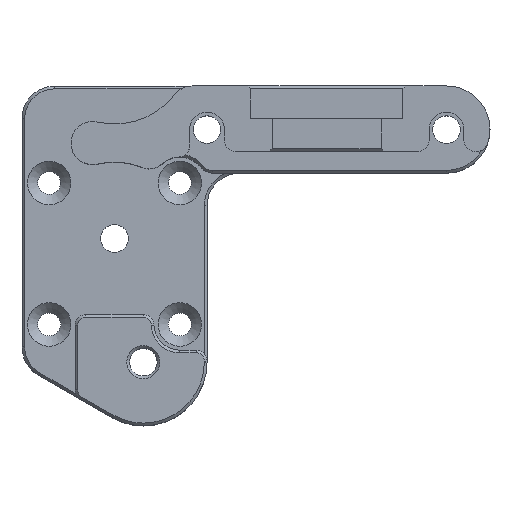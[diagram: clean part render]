
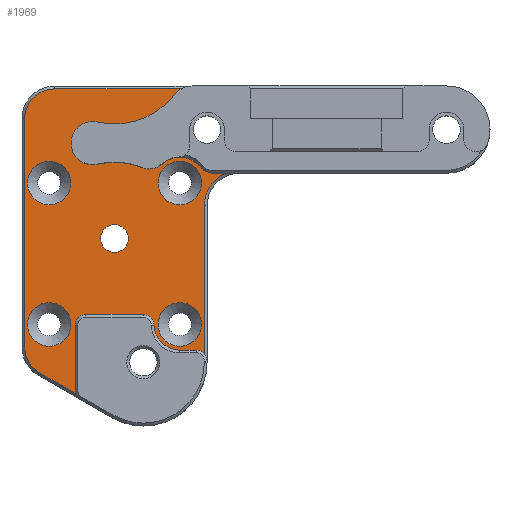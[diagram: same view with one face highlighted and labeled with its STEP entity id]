
A CAD part, top view. The second image highlights one B-rep face of the part: STEP entity #1969.
In plain terms, the highlighted planar face has unit normal (0, 0, 1).
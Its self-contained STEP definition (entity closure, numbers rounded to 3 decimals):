
#62=FACE_BOUND('',#346,.T.);
#63=FACE_BOUND('',#347,.T.);
#64=FACE_BOUND('',#348,.T.);
#65=FACE_BOUND('',#349,.T.);
#66=FACE_BOUND('',#350,.T.);
#114=PLANE('',#2197);
#224=FACE_OUTER_BOUND('',#345,.T.);
#345=EDGE_LOOP('',(#1802,#1803,#1804,#1805,#1806,#1807,#1808,#1809,#1810,
#1811,#1812,#1813,#1814,#1815,#1816,#1817,#1818,#1819,#1820,#1821,#1822,
#1823,#1824));
#346=EDGE_LOOP('',(#1825));
#347=EDGE_LOOP('',(#1826));
#348=EDGE_LOOP('',(#1827));
#349=EDGE_LOOP('',(#1828));
#350=EDGE_LOOP('',(#1829));
#390=LINE('',#2961,#566);
#393=LINE('',#2969,#569);
#444=LINE('',#3115,#620);
#451=LINE('',#3140,#627);
#454=LINE('',#3151,#630);
#457=LINE('',#3159,#633);
#478=LINE('',#3218,#654);
#522=LINE('',#3367,#698);
#566=VECTOR('',#2335,10.);
#569=VECTOR('',#2344,10.);
#620=VECTOR('',#2471,10.);
#627=VECTOR('',#2494,10.);
#630=VECTOR('',#2505,10.);
#633=VECTOR('',#2516,10.);
#654=VECTOR('',#2585,10.);
#698=VECTOR('',#2773,10.);
#730=CIRCLE('',#2029,1.);
#731=CIRCLE('',#2033,1.);
#732=CIRCLE('',#2036,1.);
#752=CIRCLE('',#2074,3.25);
#755=CIRCLE('',#2082,2.75);
#757=CIRCLE('',#2086,2.75);
#780=CIRCLE('',#2130,1.265);
#791=CIRCLE('',#2153,2.375);
#792=CIRCLE('',#2158,2.375);
#793=CIRCLE('',#2173,2.);
#794=CIRCLE('',#2175,2.);
#795=CIRCLE('',#2177,2.);
#796=CIRCLE('',#2179,2.);
#797=CIRCLE('',#2183,1.491);
#798=CIRCLE('',#2186,1.);
#799=CIRCLE('',#2188,7.);
#800=CIRCLE('',#2190,2.);
#801=CIRCLE('',#2192,1.679);
#802=CIRCLE('',#2194,7.);
#803=CIRCLE('',#2196,1.98);
#856=VERTEX_POINT('',#2953);
#857=VERTEX_POINT('',#2955);
#858=VERTEX_POINT('',#2959);
#859=VERTEX_POINT('',#2963);
#860=VERTEX_POINT('',#2967);
#861=VERTEX_POINT('',#2971);
#914=VERTEX_POINT('',#3108);
#917=VERTEX_POINT('',#3113);
#919=VERTEX_POINT('',#3118);
#923=VERTEX_POINT('',#3136);
#924=VERTEX_POINT('',#3138);
#926=VERTEX_POINT('',#3143);
#928=VERTEX_POINT('',#3149);
#929=VERTEX_POINT('',#3154);
#943=VERTEX_POINT('',#3216);
#956=VERTEX_POINT('',#3252);
#967=VERTEX_POINT('',#3298);
#968=VERTEX_POINT('',#3310);
#969=VERTEX_POINT('',#3312);
#972=VERTEX_POINT('',#3345);
#973=VERTEX_POINT('',#3349);
#974=VERTEX_POINT('',#3353);
#975=VERTEX_POINT('',#3357);
#976=VERTEX_POINT('',#3365);
#977=VERTEX_POINT('',#3371);
#978=VERTEX_POINT('',#3372);
#979=VERTEX_POINT('',#3379);
#980=VERTEX_POINT('',#3383);
#1048=EDGE_CURVE('',#857,#856,#730,.T.);
#1051=EDGE_CURVE('',#856,#858,#390,.T.);
#1053=EDGE_CURVE('',#859,#858,#731,.F.);
#1055=EDGE_CURVE('',#859,#860,#393,.T.);
#1057=EDGE_CURVE('',#860,#861,#732,.T.);
#1127=EDGE_CURVE('',#917,#914,#444,.T.);
#1129=EDGE_CURVE('',#919,#917,#752,.T.);
#1139=EDGE_CURVE('',#924,#923,#451,.T.);
#1141=EDGE_CURVE('',#926,#924,#755,.T.);
#1144=EDGE_CURVE('',#928,#926,#454,.T.);
#1147=EDGE_CURVE('',#929,#928,#757,.T.);
#1149=EDGE_CURVE('',#857,#929,#457,.T.);
#1179=EDGE_CURVE('',#919,#943,#478,.T.);
#1197=EDGE_CURVE('',#956,#956,#780,.T.);
#1220=EDGE_CURVE('',#861,#967,#791,.T.);
#1227=EDGE_CURVE('',#969,#968,#792,.T.);
#1243=EDGE_CURVE('',#972,#972,#793,.T.);
#1245=EDGE_CURVE('',#973,#973,#794,.T.);
#1247=EDGE_CURVE('',#974,#974,#795,.T.);
#1249=EDGE_CURVE('',#975,#975,#796,.T.);
#1251=EDGE_CURVE('',#943,#969,#797,.T.);
#1253=EDGE_CURVE('',#967,#976,#522,.T.);
#1254=EDGE_CURVE('',#976,#914,#798,.T.);
#1255=EDGE_CURVE('',#977,#978,#799,.T.);
#1258=EDGE_CURVE('',#978,#923,#800,.T.);
#1259=EDGE_CURVE('',#968,#979,#801,.T.);
#1261=EDGE_CURVE('',#979,#980,#802,.T.);
#1263=EDGE_CURVE('',#980,#977,#803,.T.);
#1802=ORIENTED_EDGE('',*,*,#1129,.F.);
#1803=ORIENTED_EDGE('',*,*,#1179,.T.);
#1804=ORIENTED_EDGE('',*,*,#1251,.T.);
#1805=ORIENTED_EDGE('',*,*,#1227,.T.);
#1806=ORIENTED_EDGE('',*,*,#1259,.T.);
#1807=ORIENTED_EDGE('',*,*,#1261,.T.);
#1808=ORIENTED_EDGE('',*,*,#1263,.T.);
#1809=ORIENTED_EDGE('',*,*,#1255,.T.);
#1810=ORIENTED_EDGE('',*,*,#1258,.T.);
#1811=ORIENTED_EDGE('',*,*,#1139,.F.);
#1812=ORIENTED_EDGE('',*,*,#1141,.F.);
#1813=ORIENTED_EDGE('',*,*,#1144,.F.);
#1814=ORIENTED_EDGE('',*,*,#1147,.F.);
#1815=ORIENTED_EDGE('',*,*,#1149,.F.);
#1816=ORIENTED_EDGE('',*,*,#1048,.T.);
#1817=ORIENTED_EDGE('',*,*,#1051,.T.);
#1818=ORIENTED_EDGE('',*,*,#1053,.F.);
#1819=ORIENTED_EDGE('',*,*,#1055,.T.);
#1820=ORIENTED_EDGE('',*,*,#1057,.T.);
#1821=ORIENTED_EDGE('',*,*,#1220,.T.);
#1822=ORIENTED_EDGE('',*,*,#1253,.T.);
#1823=ORIENTED_EDGE('',*,*,#1254,.T.);
#1824=ORIENTED_EDGE('',*,*,#1127,.F.);
#1825=ORIENTED_EDGE('',*,*,#1243,.T.);
#1826=ORIENTED_EDGE('',*,*,#1245,.T.);
#1827=ORIENTED_EDGE('',*,*,#1247,.T.);
#1828=ORIENTED_EDGE('',*,*,#1249,.T.);
#1829=ORIENTED_EDGE('',*,*,#1197,.T.);
#1969=ADVANCED_FACE('',(#224,#62,#63,#64,#65,#66),#114,.T.);
#2029=AXIS2_PLACEMENT_3D('',#2956,#2328,#2329);
#2033=AXIS2_PLACEMENT_3D('',#2965,#2339,#2340);
#2036=AXIS2_PLACEMENT_3D('',#2973,#2348,#2349);
#2074=AXIS2_PLACEMENT_3D('',#3122,#2474,#2475);
#2082=AXIS2_PLACEMENT_3D('',#3145,#2498,#2499);
#2086=AXIS2_PLACEMENT_3D('',#3156,#2510,#2511);
#2130=AXIS2_PLACEMENT_3D('',#3254,#2625,#2626);
#2153=AXIS2_PLACEMENT_3D('',#3300,#2683,#2684);
#2158=AXIS2_PLACEMENT_3D('',#3313,#2699,#2700);
#2173=AXIS2_PLACEMENT_3D('',#3346,#2744,#2745);
#2175=AXIS2_PLACEMENT_3D('',#3350,#2749,#2750);
#2177=AXIS2_PLACEMENT_3D('',#3354,#2754,#2755);
#2179=AXIS2_PLACEMENT_3D('',#3358,#2759,#2760);
#2183=AXIS2_PLACEMENT_3D('',#3363,#2768,#2769);
#2186=AXIS2_PLACEMENT_3D('',#3369,#2776,#2777);
#2188=AXIS2_PLACEMENT_3D('',#3373,#2780,#2781);
#2190=AXIS2_PLACEMENT_3D('',#3377,#2786,#2787);
#2192=AXIS2_PLACEMENT_3D('',#3380,#2790,#2791);
#2194=AXIS2_PLACEMENT_3D('',#3384,#2795,#2796);
#2196=AXIS2_PLACEMENT_3D('',#3387,#2800,#2801);
#2197=AXIS2_PLACEMENT_3D('',#3388,#2802,#2803);
#2328=DIRECTION('center_axis',(0.,0.,-1.));
#2329=DIRECTION('ref_axis',(-1.,0.,0.));
#2335=DIRECTION('',(0.,1.,0.));
#2339=DIRECTION('center_axis',(0.,0.,-1.));
#2340=DIRECTION('ref_axis',(-0.707,0.707,0.));
#2344=DIRECTION('',(1.,0.,0.));
#2348=DIRECTION('center_axis',(0.,0.,-1.));
#2349=DIRECTION('ref_axis',(0.,-1.,0.));
#2471=DIRECTION('',(0.,-1.,0.));
#2474=DIRECTION('center_axis',(0.,0.,1.));
#2475=DIRECTION('ref_axis',(0.,1.,0.));
#2494=DIRECTION('',(1.,0.,0.));
#2498=DIRECTION('center_axis',(0.,0.,-1.));
#2499=DIRECTION('ref_axis',(0.,1.,0.));
#2505=DIRECTION('',(0.,1.,0.));
#2510=DIRECTION('center_axis',(0.,0.,-1.));
#2511=DIRECTION('ref_axis',(-1.,0.,0.));
#2516=DIRECTION('',(-0.866,0.5,0.));
#2585=DIRECTION('',(-1.,0.,0.));
#2625=DIRECTION('center_axis',(0.,0.,-1.));
#2626=DIRECTION('ref_axis',(-1.,0.,0.));
#2683=DIRECTION('center_axis',(0.,0.,1.));
#2684=DIRECTION('ref_axis',(-1.,0.,0.));
#2699=DIRECTION('center_axis',(0.,0.,1.));
#2700=DIRECTION('ref_axis',(-1.,0.,0.));
#2744=DIRECTION('center_axis',(0.,0.,-1.));
#2745=DIRECTION('ref_axis',(1.,0.,0.));
#2749=DIRECTION('center_axis',(0.,0.,-1.));
#2750=DIRECTION('ref_axis',(1.,0.,0.));
#2754=DIRECTION('center_axis',(0.,0.,-1.));
#2755=DIRECTION('ref_axis',(1.,0.,0.));
#2759=DIRECTION('center_axis',(0.,0.,-1.));
#2760=DIRECTION('ref_axis',(1.,0.,0.));
#2768=DIRECTION('center_axis',(0.,0.,-1.));
#2769=DIRECTION('ref_axis',(-0.786,-0.618,0.));
#2773=DIRECTION('',(1.,0.,0.));
#2776=DIRECTION('center_axis',(0.,0.,-1.));
#2777=DIRECTION('ref_axis',(1.,0.,0.));
#2780=DIRECTION('center_axis',(0.,0.,1.));
#2781=DIRECTION('ref_axis',(-0.225,-0.974,0.));
#2786=DIRECTION('center_axis',(0.,0.,-1.));
#2787=DIRECTION('ref_axis',(0.,1.,0.));
#2790=DIRECTION('center_axis',(0.,0.,-1.));
#2791=DIRECTION('ref_axis',(-0.372,-0.928,0.));
#2795=DIRECTION('center_axis',(0.,0.,1.));
#2796=DIRECTION('ref_axis',(0.372,0.928,0.));
#2800=DIRECTION('center_axis',(0.,0.,-1.));
#2801=DIRECTION('ref_axis',(0.225,0.974,0.));
#2802=DIRECTION('center_axis',(0.,0.,1.));
#2803=DIRECTION('ref_axis',(1.,0.,0.));
#2953=CARTESIAN_POINT('',(-3.626,21.466,4.));
#2955=CARTESIAN_POINT('',(-3.574,21.147,4.));
#2956=CARTESIAN_POINT('Origin',(-2.626,21.466,4.));
#2959=CARTESIAN_POINT('',(-3.626,27.4,4.));
#2961=CARTESIAN_POINT('',(-3.626,31.093,4.));
#2963=CARTESIAN_POINT('',(-2.626,28.4,4.));
#2965=CARTESIAN_POINT('Origin',(-2.626,27.4,4.));
#2967=CARTESIAN_POINT('',(2.625,28.4,4.));
#2969=CARTESIAN_POINT('',(8.312,28.4,4.));
#2971=CARTESIAN_POINT('',(3.625,27.43,4.));
#2973=CARTESIAN_POINT('Origin',(2.625,27.4,4.));
#3108=CARTESIAN_POINT('',(8.25,24.786,4.));
#3113=CARTESIAN_POINT('',(8.25,38.4,4.));
#3115=CARTESIAN_POINT('',(8.25,28.903,4.));
#3118=CARTESIAN_POINT('',(10.25,41.4,4.));
#3122=CARTESIAN_POINT('Origin',(11.5,38.4,4.));
#3136=CARTESIAN_POINT('',(6.156,49.15,4.));
#3138=CARTESIAN_POINT('',(-5.5,49.15,4.));
#3140=CARTESIAN_POINT('',(21.75,49.15,4.));
#3143=CARTESIAN_POINT('',(-8.25,46.4,4.));
#3145=CARTESIAN_POINT('Origin',(-5.5,46.4,4.));
#3149=CARTESIAN_POINT('',(-8.25,25.435,4.));
#3151=CARTESIAN_POINT('',(-8.25,40.093,4.));
#3154=CARTESIAN_POINT('',(-6.875,23.053,4.));
#3156=CARTESIAN_POINT('Origin',(-5.5,25.435,4.));
#3159=CARTESIAN_POINT('',(-1.745,20.091,4.));
#3216=CARTESIAN_POINT('',(9.037,41.4,4.));
#3218=CARTESIAN_POINT('',(11.019,41.4,4.));
#3252=CARTESIAN_POINT('',(1.265,35.4,4.));
#3254=CARTESIAN_POINT('Origin',(0.,35.4,4.));
#3298=CARTESIAN_POINT('',(5.999,25.125,4.));
#3300=CARTESIAN_POINT('Origin',(5.999,27.5,4.));
#3310=CARTESIAN_POINT('',(4.374,42.233,4.));
#3312=CARTESIAN_POINT('',(7.865,41.969,4.));
#3313=CARTESIAN_POINT('Origin',(5.999,40.5,4.));
#3345=CARTESIAN_POINT('',(-8.001,27.5,4.));
#3346=CARTESIAN_POINT('Origin',(-6.001,27.5,4.));
#3349=CARTESIAN_POINT('',(-8.001,40.5,4.));
#3350=CARTESIAN_POINT('Origin',(-6.001,40.5,4.));
#3353=CARTESIAN_POINT('',(3.999,40.5,4.));
#3354=CARTESIAN_POINT('Origin',(5.999,40.5,4.));
#3357=CARTESIAN_POINT('',(3.999,27.5,4.));
#3358=CARTESIAN_POINT('Origin',(5.999,27.5,4.));
#3363=CARTESIAN_POINT('Origin',(9.037,42.891,4.));
#3365=CARTESIAN_POINT('',(7.5,25.125,4.));
#3367=CARTESIAN_POINT('',(10.25,25.125,4.));
#3369=CARTESIAN_POINT('Origin',(7.5,24.125,4.));
#3371=CARTESIAN_POINT('',(-1.575,46.079,4.));
#3372=CARTESIAN_POINT('',(5.541,48.622,4.));
#3373=CARTESIAN_POINT('Origin',(0.,52.9,4.));
#3377=CARTESIAN_POINT('Origin',(7.124,47.4,4.));
#3379=CARTESIAN_POINT('',(2.602,41.899,4.));
#3380=CARTESIAN_POINT('Origin',(3.226,43.458,4.));
#3383=CARTESIAN_POINT('',(-1.575,42.221,4.));
#3384=CARTESIAN_POINT('Origin',(0.,35.4,4.));
#3387=CARTESIAN_POINT('Origin',(-2.02,44.15,4.));
#3388=CARTESIAN_POINT('Origin',(13.,33.785,4.));
